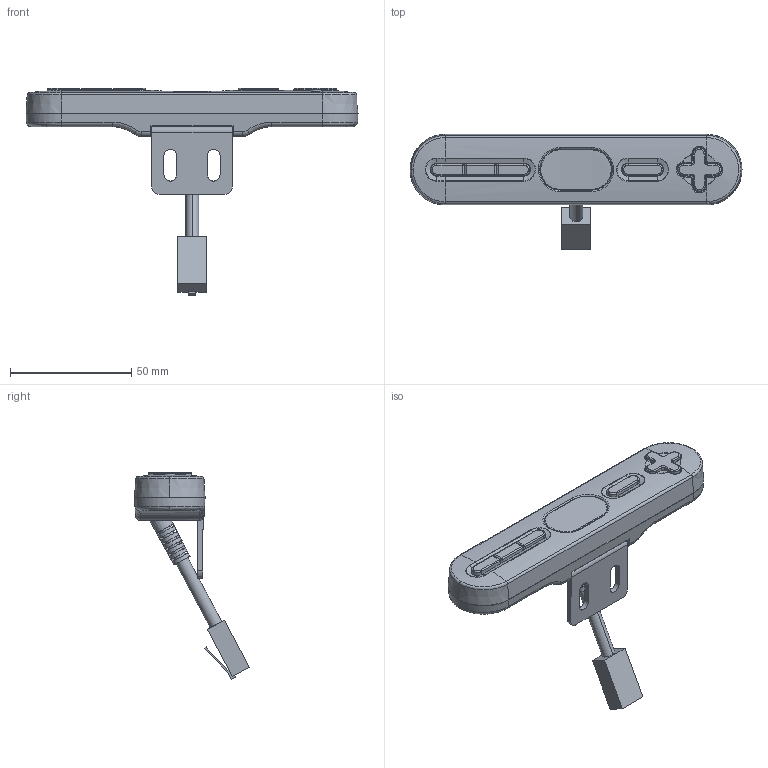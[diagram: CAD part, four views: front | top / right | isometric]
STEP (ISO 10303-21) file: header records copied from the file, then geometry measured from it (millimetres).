
FILE_DESCRIPTION (( 'STEP AP214' ), '1' );
FILE_NAME ('JCHT35K8.STEP', '2019-12-05T00:24:58', ( '' ), ( '' ), 'SwSTEP 2.0', 'SolidWorks 2018', '' );
FILE_SCHEMA (( 'AUTOMOTIVE_DESIGN' ));
Length unit declared in the file: millimetre
Products named in the file (1): JCHT35K8
Bounding box: 137.18 x 47.53 x 85.59 mm (x, y, z)
Surface area: 31992.3 mm2 (no closed solid volume)
Topology: 0 solids, 12 shells, 348 faces, 1100 edges, 762 vertices
Faces by surface type: plane 136, cylinder 99, bspline 68, cone 26, torus 11, sphere 8
Entity records: 21080 total; most frequent: CARTESIAN_POINT 8400, ORIENTED_EDGE 1808, DIRECTION 1657, EDGE_CURVE 1100, VERTEX_POINT 762, LINE 575, VECTOR 575, AXIS2_PLACEMENT_3D 541
